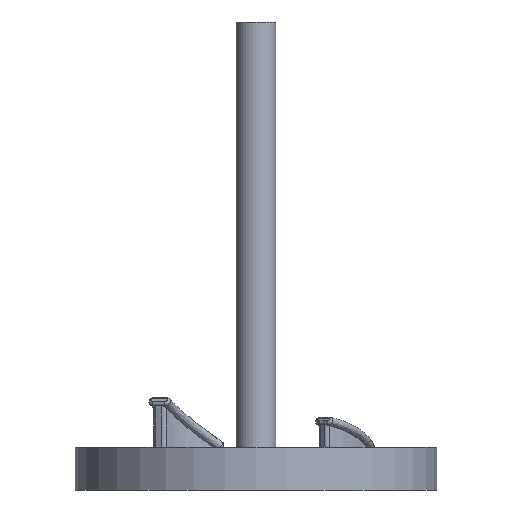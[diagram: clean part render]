
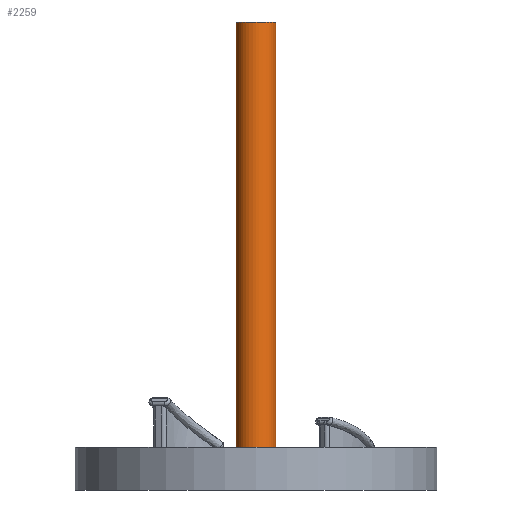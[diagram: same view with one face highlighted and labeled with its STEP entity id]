
A CAD part, front view. The second image highlights one B-rep face of the part: STEP entity #2259.
In plain terms, the highlighted cylindrical face has radius 1.488 mm (diameter 2.975 mm), a partial arc.
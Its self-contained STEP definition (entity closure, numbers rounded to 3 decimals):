
#13 = DIRECTION ( 'NONE',  ( 1., 0., 0. ) ) ;
#56 = LINE ( 'NONE', #605, #205 ) ;
#62 = CIRCLE ( 'NONE', #354, 1.487 ) ;
#184 = AXIS2_PLACEMENT_3D ( 'NONE', #516, #369, #1135 ) ;
#205 = VECTOR ( 'NONE', #2060, 1000. ) ;
#216 = AXIS2_PLACEMENT_3D ( 'NONE', #752, #1478, #13 ) ;
#354 = AXIS2_PLACEMENT_3D ( 'NONE', #360, #1803, #900 ) ;
#360 = CARTESIAN_POINT ( 'NONE',  ( 0., 0., 31.75 ) ) ;
#369 = DIRECTION ( 'NONE',  ( 0., 0., -1. ) ) ;
#516 = CARTESIAN_POINT ( 'NONE',  ( 0., 0., 31.75 ) ) ;
#541 = EDGE_CURVE ( 'NONE', #1675, #2041, #56, .T. ) ;
#605 = CARTESIAN_POINT ( 'NONE',  ( 1.487, 0., 31.75 ) ) ;
#619 = ORIENTED_EDGE ( 'NONE', *, *, #1677, .T. ) ;
#738 = EDGE_LOOP ( 'NONE', ( #1864, #1720, #1808, #619 ) ) ;
#739 = CARTESIAN_POINT ( 'NONE',  ( -1.487, 0., 31.75 ) ) ;
#752 = CARTESIAN_POINT ( 'NONE',  ( 0., 0., 0. ) ) ;
#900 = DIRECTION ( 'NONE',  ( 1., 0., 0. ) ) ;
#949 = DIRECTION ( 'NONE',  ( 0., 0., -1. ) ) ;
#954 = CARTESIAN_POINT ( 'NONE',  ( 1.487, 0., 0. ) ) ;
#1135 = DIRECTION ( 'NONE',  ( -1., 0., 0. ) ) ;
#1162 = VERTEX_POINT ( 'NONE', #739 ) ;
#1286 = FACE_OUTER_BOUND ( 'NONE', #738, .T. ) ;
#1361 = EDGE_CURVE ( 'NONE', #1162, #1675, #62, .T. ) ;
#1420 = CYLINDRICAL_SURFACE ( 'NONE', #184, 1.487 ) ;
#1478 = DIRECTION ( 'NONE',  ( 0., 0., 1. ) ) ;
#1675 = VERTEX_POINT ( 'NONE', #2008 ) ;
#1677 = EDGE_CURVE ( 'NONE', #2027, #2041, #2284, .T. ) ;
#1700 = CARTESIAN_POINT ( 'NONE',  ( -1.487, 0., 0. ) ) ;
#1720 = ORIENTED_EDGE ( 'NONE', *, *, #1361, .F. ) ;
#1803 = DIRECTION ( 'NONE',  ( 0., 0., 1. ) ) ;
#1808 = ORIENTED_EDGE ( 'NONE', *, *, #2265, .T. ) ;
#1815 = VECTOR ( 'NONE', #949, 1000. ) ;
#1864 = ORIENTED_EDGE ( 'NONE', *, *, #541, .F. ) ;
#2008 = CARTESIAN_POINT ( 'NONE',  ( 1.487, 0., 31.75 ) ) ;
#2019 = CARTESIAN_POINT ( 'NONE',  ( -1.487, 0., 31.75 ) ) ;
#2027 = VERTEX_POINT ( 'NONE', #1700 ) ;
#2041 = VERTEX_POINT ( 'NONE', #954 ) ;
#2060 = DIRECTION ( 'NONE',  ( 0., 0., -1. ) ) ;
#2215 = LINE ( 'NONE', #2019, #1815 ) ;
#2259 = ADVANCED_FACE ( 'NONE', ( #1286 ), #1420, .T. ) ;
#2265 = EDGE_CURVE ( 'NONE', #1162, #2027, #2215, .T. ) ;
#2284 = CIRCLE ( 'NONE', #216, 1.487 ) ;
